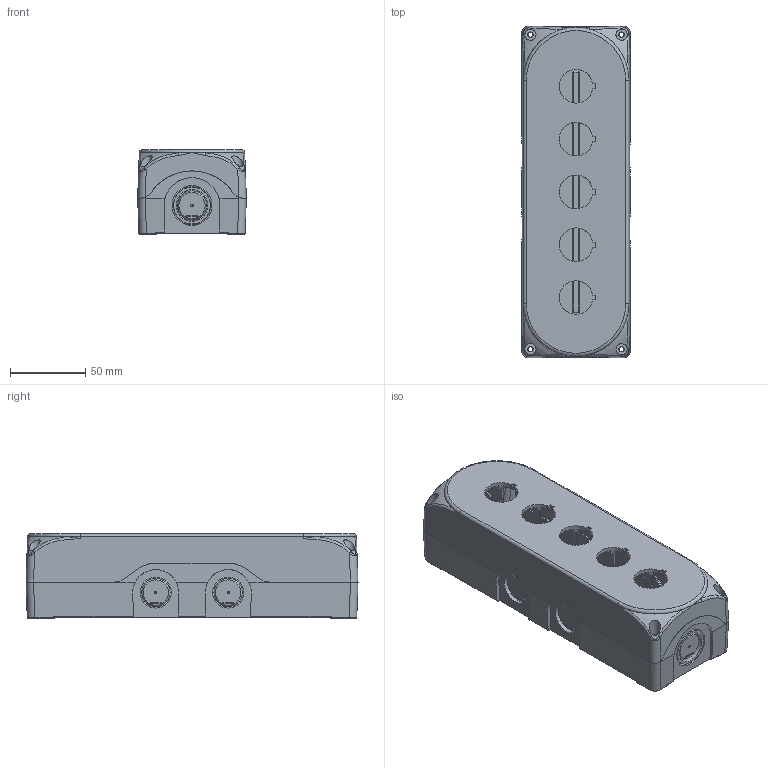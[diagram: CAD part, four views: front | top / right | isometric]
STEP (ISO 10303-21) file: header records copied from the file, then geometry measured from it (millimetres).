
FILE_DESCRIPTION(/* description */ (''),/* implementation_level */ '2;1');
FILE_NAME(/* name */ '3d_LPZP5A8.stp',/* time_stamp */ '2025-02-26T13:10:44+01:00',/* author */ (''),/* organization */ (''),/* preprocessor_version */ 'ST-DEVELOPER v16.7',/* originating_system */ 'SIEMENS PLM Software NX 12.0',/* authorisation */ '');
FILE_SCHEMA (('AUTOMOTIVE_DESIGN { 1 0 10303 214 3 1 1 1 }'));
Length unit declared in the file: millimetre
Products named in the file (1): RuggCAB4744Da3he
Bounding box: 72 x 220 x 56 mm (x, y, z)
Surface area: 118002.6 mm2 (no closed solid volume)
Topology: 0 solids, 44 shells, 862 faces, 3909 edges, 3119 vertices
Faces by surface type: plane 477, cylinder 167, bspline 107, cone 94, torus 13, sphere 4
Full cylindrical faces by diameter (mm): 1.798 x2, 3.2 x1, 4.3 x2, 5 x4, 7.5 x4, 16.5 x2, 20.5 x4, 21 x2, 26.5 x2
Entity records: 42696 total; most frequent: CARTESIAN_POINT 12286, DIRECTION 5805, ORIENTED_EDGE 5592, EDGE_CURVE 3849, VERTEX_POINT 3107, LINE 2271, VECTOR 2271, AXIS2_PLACEMENT_3D 1767
